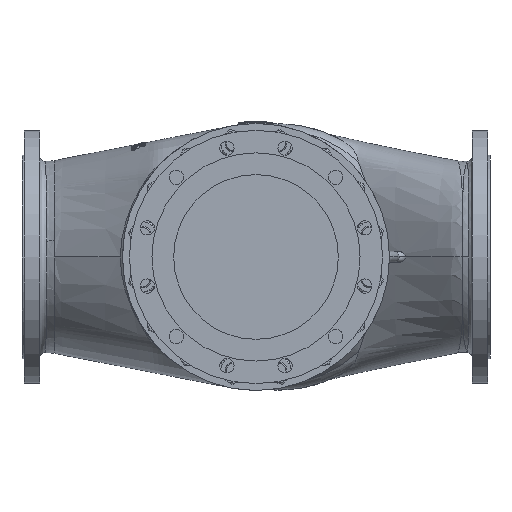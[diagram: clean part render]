
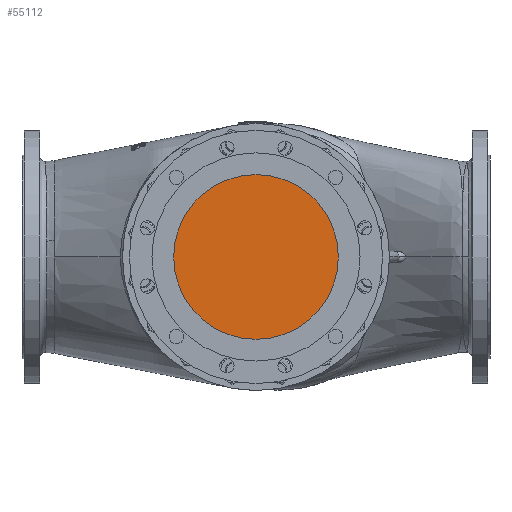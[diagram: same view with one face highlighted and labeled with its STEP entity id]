
A CAD part, front view. The second image highlights one B-rep face of the part: STEP entity #55112.
In plain terms, the highlighted planar face has unit normal (0, -1, 0).
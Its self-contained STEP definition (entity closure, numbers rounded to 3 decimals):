
#10489 = EDGE_LOOP ( 'NONE', ( #29396, #29422 ) ) ;
#26730 = CARTESIAN_POINT ( 'NONE',  ( 0., -540.372, 0. ) ) ;
#26733 = DIRECTION ( 'NONE',  ( 0., -1., 0. ) ) ;
#26736 = DIRECTION ( 'NONE',  ( 0., 0., -1. ) ) ;
#29396 = ORIENTED_EDGE ( 'NONE', *, *, #33998, .T. ) ;
#29422 = ORIENTED_EDGE ( 'NONE', *, *, #61479, .T. ) ;
#33998 = EDGE_CURVE ( 'NONE', #49098, #49101, #109637, .T. ) ;
#49098 = VERTEX_POINT ( 'NONE', #154997 ) ;
#49101 = VERTEX_POINT ( 'NONE', #154999 ) ;
#50565 = CIRCLE ( 'NONE', #50570, 150. ) ;
#50570 = AXIS2_PLACEMENT_3D ( 'NONE', #147763, #147765, #147768 ) ;
#55112 = ADVANCED_FACE ( 'NONE', ( #319029 ), #319036, .T. ) ;
#61479 = EDGE_CURVE ( 'NONE', #49101, #49098, #50565, .T. ) ;
#109390 = AXIS2_PLACEMENT_3D ( 'NONE', #26730, #26733, #26736 ) ;
#109637 = CIRCLE ( 'NONE', #109390, 150. ) ;
#147763 = CARTESIAN_POINT ( 'NONE',  ( 0., -540.372, 0. ) ) ;
#147765 = DIRECTION ( 'NONE',  ( 0., -1., 0. ) ) ;
#147768 = DIRECTION ( 'NONE',  ( 0., 0., -1. ) ) ;
#154997 = CARTESIAN_POINT ( 'NONE',  ( 0., -540.372, -150. ) ) ;
#154999 = CARTESIAN_POINT ( 'NONE',  ( 0., -540.372, 150. ) ) ;
#167221 = AXIS2_PLACEMENT_3D ( 'NONE', #319021, #319002, #319044 ) ;
#319002 = DIRECTION ( 'NONE',  ( 0., -1., 0. ) ) ;
#319021 = CARTESIAN_POINT ( 'NONE',  ( 0., -540.372, 0. ) ) ;
#319029 = FACE_OUTER_BOUND ( 'NONE', #10489, .T. ) ;
#319036 = PLANE ( 'NONE',  #167221 ) ;
#319044 = DIRECTION ( 'NONE',  ( 0., 0., -1. ) ) ;
